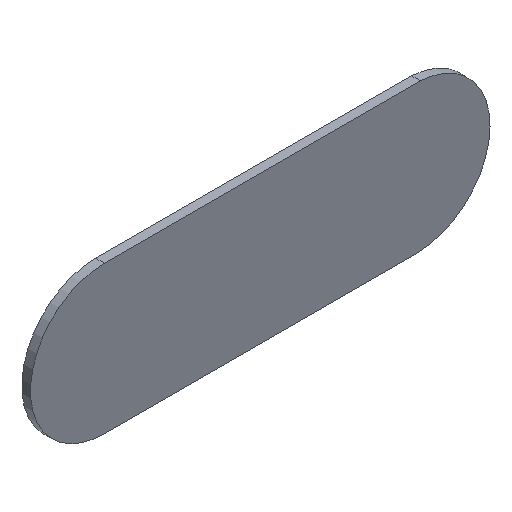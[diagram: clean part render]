
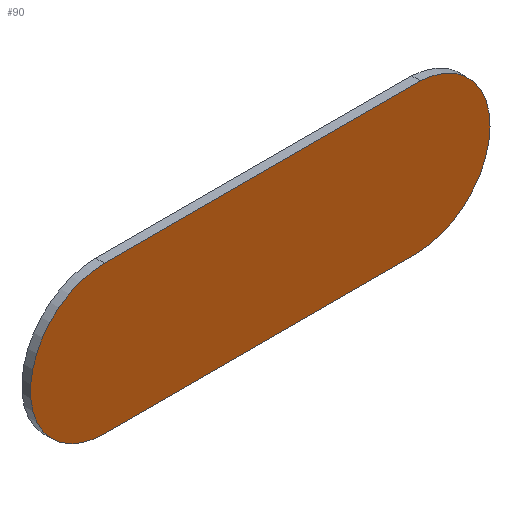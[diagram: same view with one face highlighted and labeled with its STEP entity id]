
A CAD part, isometric view. The second image highlights one B-rep face of the part: STEP entity #90.
In plain terms, the highlighted planar face has unit normal (0, -1, 0).
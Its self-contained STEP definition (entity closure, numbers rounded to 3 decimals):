
#18=LINE('',#150,#22);
#19=LINE('',#154,#23);
#22=VECTOR('',#125,1000.);
#23=VECTOR('',#128,1000.);
#26=ORIENTED_EDGE('',*,*,#50,.T.);
#27=ORIENTED_EDGE('',*,*,#51,.T.);
#28=ORIENTED_EDGE('',*,*,#52,.T.);
#29=ORIENTED_EDGE('',*,*,#53,.F.);
#50=EDGE_CURVE('',#62,#63,#70,.F.);
#51=EDGE_CURVE('',#63,#64,#18,.T.);
#52=EDGE_CURVE('',#64,#65,#71,.F.);
#53=EDGE_CURVE('',#62,#65,#19,.T.);
#62=VERTEX_POINT('',#148);
#63=VERTEX_POINT('',#149);
#64=VERTEX_POINT('',#151);
#65=VERTEX_POINT('',#153);
#70=CIRCLE('',#110,1.689);
#71=CIRCLE('',#111,1.691);
#74=EDGE_LOOP('',(#26,#27,#28,#29));
#80=FACE_BOUND('',#74,.T.);
#86=PLANE('',#109);
#90=ADVANCED_FACE('',(#80),#86,.F.);
#109=AXIS2_PLACEMENT_3D('',#146,#121,#122);
#110=AXIS2_PLACEMENT_3D('',#147,#123,#124);
#111=AXIS2_PLACEMENT_3D('',#152,#126,#127);
#121=DIRECTION('',(0.,1.,0.));
#122=DIRECTION('',(-1.,0.,0.));
#123=DIRECTION('',(0.,1.,0.));
#124=DIRECTION('',(-1.,0.,0.));
#125=DIRECTION('',(1.,0.,0.));
#126=DIRECTION('',(0.,1.,0.));
#127=DIRECTION('',(-1.,0.,0.));
#128=DIRECTION('',(1.,0.,0.));
#146=CARTESIAN_POINT('',(-3.61,-0.2,9.169));
#147=CARTESIAN_POINT('',(-3.614,-0.2,7.48));
#148=CARTESIAN_POINT('',(-3.61,-0.2,9.169));
#149=CARTESIAN_POINT('',(-3.59,-0.2,5.792));
#150=CARTESIAN_POINT('',(-3.59,-0.2,5.792));
#151=CARTESIAN_POINT('',(3.574,-0.2,5.792));
#152=CARTESIAN_POINT('',(3.523,-0.2,7.482));
#153=CARTESIAN_POINT('',(3.623,-0.2,9.169));
#154=CARTESIAN_POINT('',(-3.61,-0.2,9.169));
